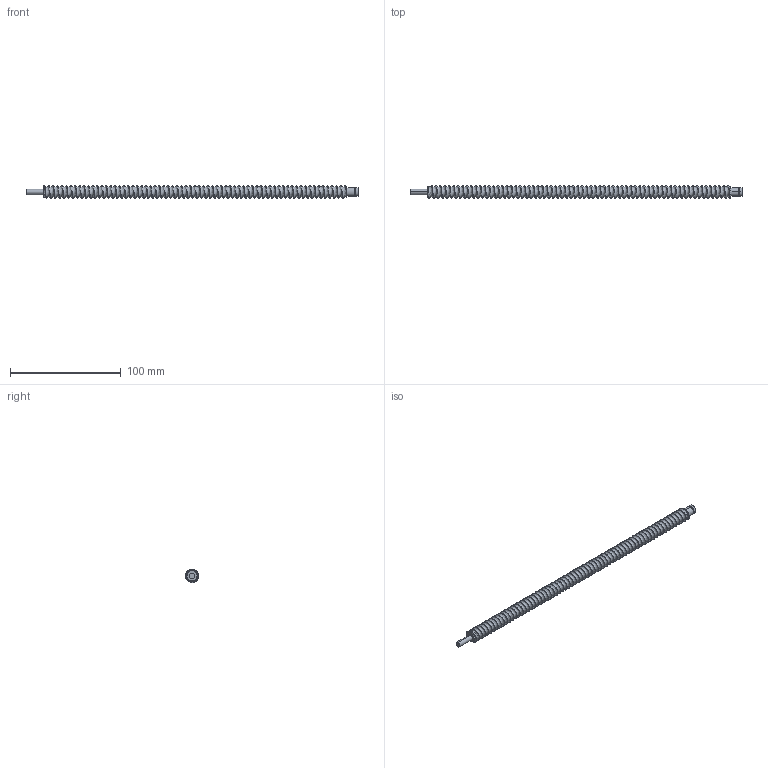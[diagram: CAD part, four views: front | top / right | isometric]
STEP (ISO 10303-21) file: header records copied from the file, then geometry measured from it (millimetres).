
FILE_DESCRIPTION (( 'STEP AP214' ), '1' );
FILE_NAME ('1204 Ballscrew.STEP', '2015-10-21T01:59:06', ( '' ), ( '' ), 'SwSTEP 2.0', 'SolidWorks 2015', '' );
FILE_SCHEMA (( 'AUTOMOTIVE_DESIGN' ));
Length unit declared in the file: millimetre
Products named in the file (1): 1204 Ballscrew
Bounding box: 300 x 11.98 x 12 mm (x, y, z)
Volume: 22153.3 mm3; surface area: 12641.1 mm2
Topology: 1 solids, 1 shells, 153 faces, 441 edges, 294 vertices
Faces by surface type: cylinder 146, plane 6, bspline 1
Entity records: 14485 total; most frequent: CARTESIAN_POINT 11177, ORIENTED_EDGE 882, DIRECTION 487, EDGE_CURVE 441, VERTEX_POINT 294, AXIS2_PLACEMENT_3D 171, EDGE_LOOP 157, ADVANCED_FACE 153
